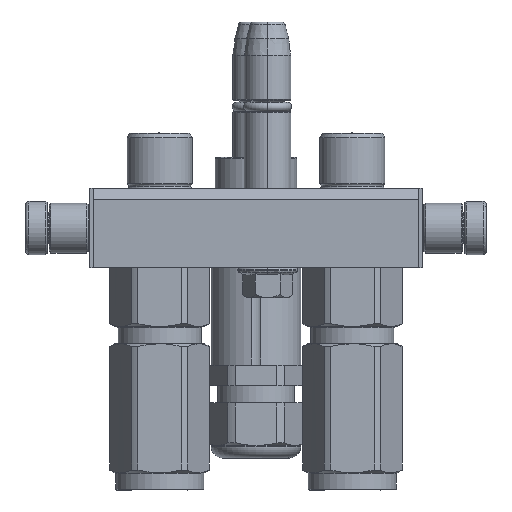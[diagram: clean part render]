
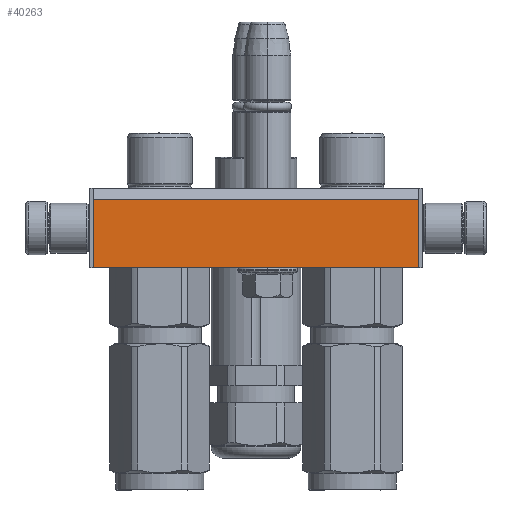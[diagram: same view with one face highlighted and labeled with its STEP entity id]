
A CAD part, left-side view. The second image highlights one B-rep face of the part: STEP entity #40263.
In plain terms, the highlighted face is planar.
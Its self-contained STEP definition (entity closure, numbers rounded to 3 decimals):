
#15 = VECTOR ( 'NONE', #451, 1000. ) ;
#451 = DIRECTION ( 'NONE',  ( 0., 1., 0. ) ) ;
#738 = CARTESIAN_POINT ( 'NONE',  ( -20., 24., 24. ) ) ;
#3449 = CARTESIAN_POINT ( 'NONE',  ( 78., 24., 24. ) ) ;
#3559 = DIRECTION ( 'NONE',  ( 0., 0., 1. ) ) ;
#5769 = LINE ( 'NONE', #7887, #15 ) ;
#6231 = EDGE_CURVE ( 'NONE', #20055, #47220, #9025, .T. ) ;
#7613 = CARTESIAN_POINT ( 'NONE',  ( -21., 0., 24. ) ) ;
#7887 = CARTESIAN_POINT ( 'NONE',  ( 78., 3.464, 24. ) ) ;
#8703 = VERTEX_POINT ( 'NONE', #16418 ) ;
#8951 = ORIENTED_EDGE ( 'NONE', *, *, #42406, .T. ) ;
#9025 = LINE ( 'NONE', #738, #32260 ) ;
#15667 = AXIS2_PLACEMENT_3D ( 'NONE', #7613, #3559, #29523 ) ;
#16418 = CARTESIAN_POINT ( 'NONE',  ( -20., 3.464, 24. ) ) ;
#20055 = VERTEX_POINT ( 'NONE', #21356 ) ;
#21356 = CARTESIAN_POINT ( 'NONE',  ( -20., 24., 24. ) ) ;
#21814 = FACE_OUTER_BOUND ( 'NONE', #44759, .T. ) ;
#22839 = DIRECTION ( 'NONE',  ( 0., 1., 0. ) ) ;
#23007 = EDGE_CURVE ( 'NONE', #24682, #47220, #5769, .T. ) ;
#23302 = ORIENTED_EDGE ( 'NONE', *, *, #23007, .T. ) ;
#23746 = CARTESIAN_POINT ( 'NONE',  ( 78., 3.464, 24. ) ) ;
#24682 = VERTEX_POINT ( 'NONE', #23746 ) ;
#25517 = ORIENTED_EDGE ( 'NONE', *, *, #6231, .F. ) ;
#26231 = CARTESIAN_POINT ( 'NONE',  ( -20., 3.464, 24. ) ) ;
#29523 = DIRECTION ( 'NONE',  ( 1., 0., 0. ) ) ;
#31631 = CARTESIAN_POINT ( 'NONE',  ( -20., 3.464, 24. ) ) ;
#32260 = VECTOR ( 'NONE', #34938, 1000. ) ;
#33908 = EDGE_CURVE ( 'NONE', #8703, #20055, #48119, .T. ) ;
#34938 = DIRECTION ( 'NONE',  ( 1., 0., 0. ) ) ;
#36659 = LINE ( 'NONE', #31631, #43690 ) ;
#38288 = ORIENTED_EDGE ( 'NONE', *, *, #33908, .F. ) ;
#40263 = ADVANCED_FACE ( 'NONE', ( #21814 ), #44612, .T. ) ;
#42406 = EDGE_CURVE ( 'NONE', #8703, #24682, #36659, .T. ) ;
#43022 = DIRECTION ( 'NONE',  ( 1., 0., 0. ) ) ;
#43690 = VECTOR ( 'NONE', #43022, 1000. ) ;
#44612 = PLANE ( 'NONE',  #15667 ) ;
#44759 = EDGE_LOOP ( 'NONE', ( #25517, #38288, #8951, #23302 ) ) ;
#47220 = VERTEX_POINT ( 'NONE', #3449 ) ;
#47512 = VECTOR ( 'NONE', #22839, 1000. ) ;
#48119 = LINE ( 'NONE', #26231, #47512 ) ;
